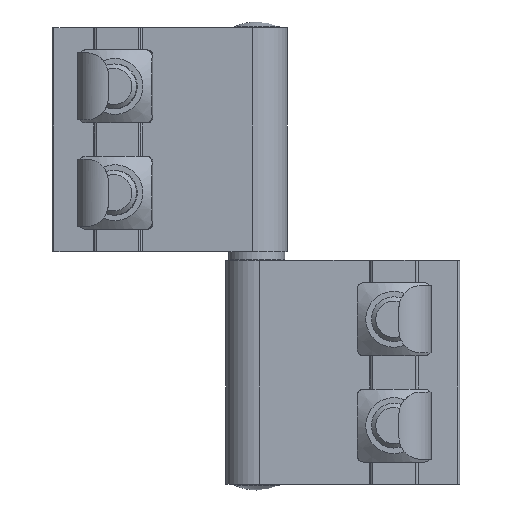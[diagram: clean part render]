
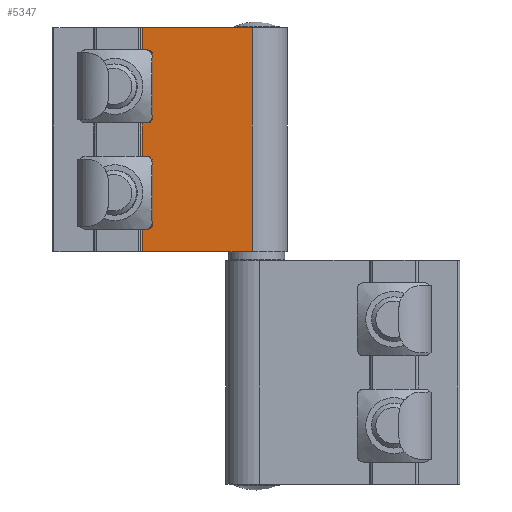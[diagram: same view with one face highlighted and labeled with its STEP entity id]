
A CAD part, front view. The second image highlights one B-rep face of the part: STEP entity #5347.
In plain terms, the highlighted face is planar.
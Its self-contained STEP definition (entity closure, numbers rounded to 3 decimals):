
#166=PLANE('',#5887);
#423=FACE_OUTER_BOUND('',#731,.T.);
#731=EDGE_LOOP('',(#3901,#3902,#3903,#3904));
#1054=LINE('',#8367,#1564);
#1083=LINE('',#8464,#1593);
#1119=LINE('',#8563,#1629);
#1120=LINE('',#8564,#1630);
#1564=VECTOR('',#6455,10.);
#1593=VECTOR('',#6550,10.);
#1629=VECTOR('',#6670,10.);
#1630=VECTOR('',#6671,10.);
#2353=VERTEX_POINT('',#8364);
#2354=VERTEX_POINT('',#8366);
#2369=VERTEX_POINT('',#8420);
#2410=VERTEX_POINT('',#8562);
#2875=EDGE_CURVE('',#2353,#2354,#1054,.T.);
#2925=EDGE_CURVE('',#2369,#2354,#1083,.T.);
#2974=EDGE_CURVE('',#2353,#2410,#1119,.T.);
#2975=EDGE_CURVE('',#2410,#2369,#1120,.T.);
#3901=ORIENTED_EDGE('',*,*,#2974,.T.);
#3902=ORIENTED_EDGE('',*,*,#2975,.T.);
#3903=ORIENTED_EDGE('',*,*,#2925,.T.);
#3904=ORIENTED_EDGE('',*,*,#2875,.F.);
#5347=ADVANCED_FACE('',(#423),#166,.T.);
#5887=AXIS2_PLACEMENT_3D('',#8561,#6668,#6669);
#6455=DIRECTION('',(0.,0.,-1.));
#6550=DIRECTION('',(1.,0.,0.));
#6668=DIRECTION('center_axis',(0.,-1.,0.));
#6669=DIRECTION('ref_axis',(0.,0.,-1.));
#6670=DIRECTION('',(-1.,0.,0.));
#6671=DIRECTION('',(0.,0.,-1.));
#8364=CARTESIAN_POINT('',(-4.4,-1.5,20.));
#8366=CARTESIAN_POINT('',(-4.4,-1.5,-20.));
#8367=CARTESIAN_POINT('',(-4.4,-1.5,0.));
#8420=CARTESIAN_POINT('',(-24.,-1.5,-20.));
#8464=CARTESIAN_POINT('',(-4.4,-1.5,-20.));
#8561=CARTESIAN_POINT('Origin',(-4.4,-1.5,0.));
#8562=CARTESIAN_POINT('',(-24.,-1.5,20.));
#8563=CARTESIAN_POINT('',(-4.4,-1.5,20.));
#8564=CARTESIAN_POINT('',(-24.,-1.5,0.));
